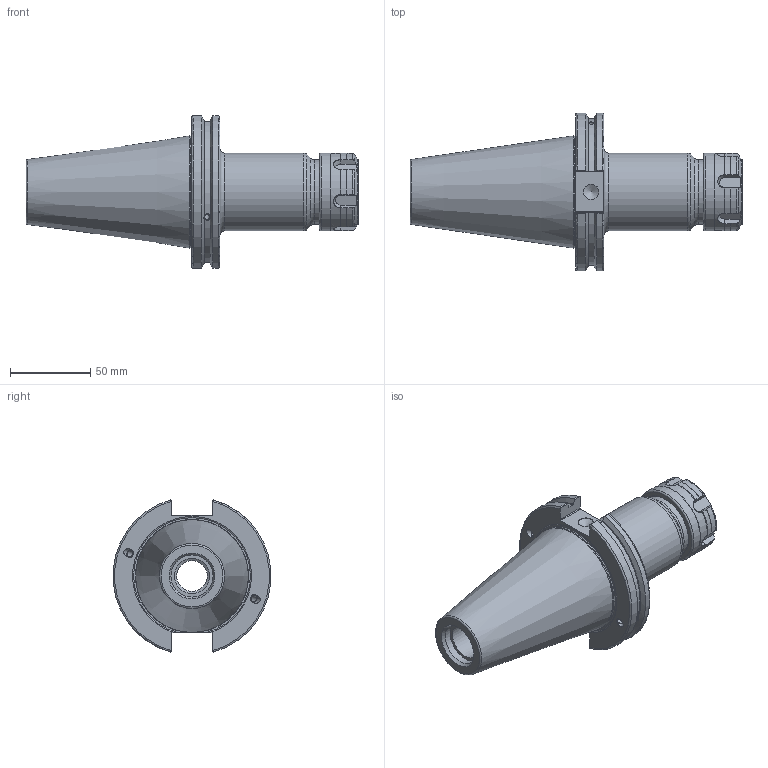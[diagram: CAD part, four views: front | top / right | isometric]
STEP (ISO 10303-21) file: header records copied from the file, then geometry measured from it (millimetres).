
FILE_DESCRIPTION(/* description */ (''),/* implementation_level */ '2;1');
FILE_NAME(/* name */ 'TC036_ CCT50ADB-SKA20-105.stp',/* time_stamp */ '2023-08-16T14:28:30+09:00',/* author */ ('YSH'),/* organization */ (''),/* preprocessor_version */ 'ST-DEVELOPER v18.1',/* originating_system */ 'Autodesk Inventor 2022',/* authorisation */ '');
FILE_SCHEMA (('AUTOMOTIVE_DESIGN { 1 0 10303 214 3 1 1 }'));
Length unit declared in the file: millimetre
Products named in the file (3): LO-CCT50ADB-SKA20-105; LO-CCT50ADB-SKA20-105_1; SKN13-NUT
Assembly tree (2 placements, depth 2):
  LO-CCT50ADB-SKA20-105
    LO-CCT50ADB-SKA20-105_1
    SKN13-NUT
Bounding box: 206.6 x 98.06 x 94.69 mm (x, y, z)
Volume: 439861.6 mm3; surface area: 69132.1 mm2
Topology: 2 solids, 2 shells, 170 faces, 461 edges, 304 vertices
Faces by surface type: plane 62, cylinder 46, cone 41, torus 21
Full cylindrical faces by diameter (mm): 3.242 x4, 4.134 x2, 4.2 x2, 5 x2, 9.525 x1, 19.177 x1, 21.971 x1, 24 x1, 26.2 x1, 29.2 x1, 31 x1, 38 x1, 38.917 x1, 40 x1, 40.4 x2, 48.1 x1, 48.5 x2, 69.25 x1
Entity records: 5994 total; most frequent: CARTESIAN_POINT 1702, ORIENTED_EDGE 916, DIRECTION 856, EDGE_CURVE 458, AXIS2_PLACEMENT_3D 343, VERTEX_POINT 304, EDGE_LOOP 194, LINE 170
